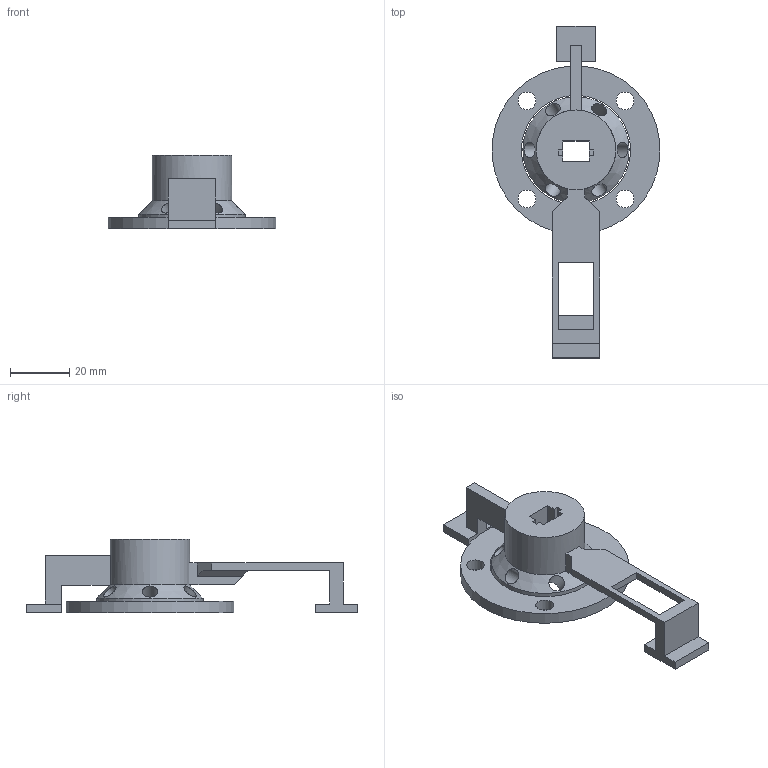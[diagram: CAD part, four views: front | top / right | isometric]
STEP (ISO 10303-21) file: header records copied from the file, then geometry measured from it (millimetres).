
FILE_DESCRIPTION(/* description */ (''),/* implementation_level */ '2;1');
FILE_NAME(/* name */ 'duba 2 v2.step',/* time_stamp */ '2022-12-28T23:38:42+03:00',/* author */ (''),/* organization */ (''),/* preprocessor_version */ 'ST-DEVELOPER v19.2',/* originating_system */ 'Autodesk Translation Framework v11.17.0.187',/* authorisation */ '');
FILE_SCHEMA (('AUTOMOTIVE_DESIGN { 1 0 10303 214 3 1 1 }'));
Length unit declared in the file: millimetre
Products named in the file (1): duba 2
Bounding box: 56.78 x 112.5 x 25 mm (x, y, z)
Volume: 24755.9 mm3; surface area: 13539.3 mm2
Topology: 2 solids, 2 shells, 65 faces, 201 edges, 138 vertices
Faces by surface type: plane 50, cylinder 14, cone 1
Full cylindrical faces by diameter (mm): 5.3 x6, 6 x4, 27 x1, 36 x1, 37 x1, 57 x1
Entity records: 2520 total; most frequent: CARTESIAN_POINT 633, ORIENTED_EDGE 402, DIRECTION 348, EDGE_CURVE 201, LINE 150, VECTOR 150, VERTEX_POINT 138, AXIS2_PLACEMENT_3D 99
